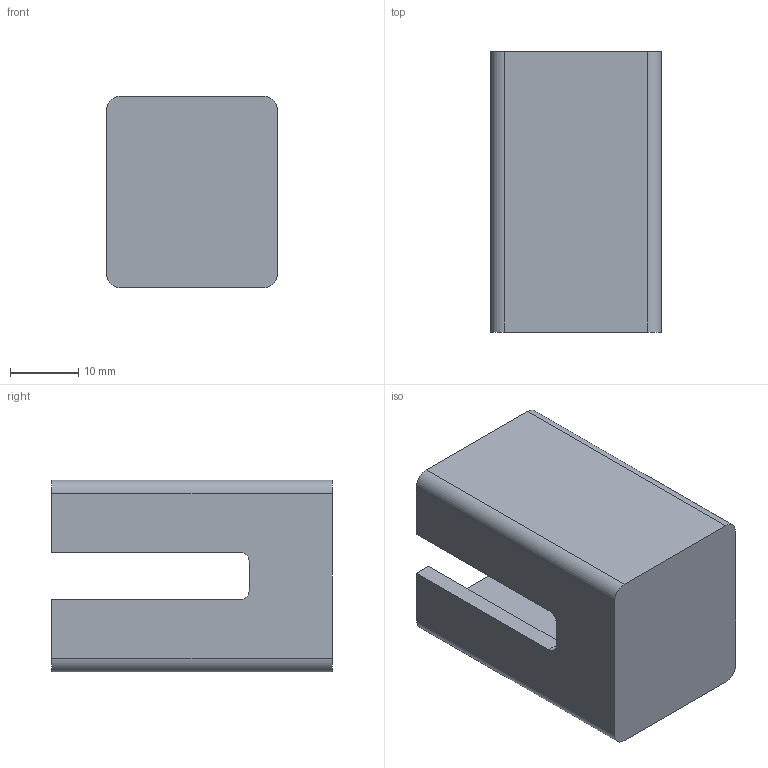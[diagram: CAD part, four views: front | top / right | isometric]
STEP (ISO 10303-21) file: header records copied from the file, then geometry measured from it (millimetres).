
FILE_DESCRIPTION(/* description */ (''),/* implementation_level */ '2;1');
FILE_NAME(/* name */ '68976b60-c1cb-41cf-aa12-de60898ba328.stp',/* time_stamp */ '2025-08-11T20:13:17Z',/* author */ (''),/* organization */ (''),/* preprocessor_version */ 'ST-DEVELOPER v20.1',/* originating_system */ 'Autodesk Translation Framework v14.10.0.0',/* authorisation */ '');
FILE_SCHEMA (('AUTOMOTIVE_DESIGN { 1 0 10303 214 3 1 1 }'));
Length unit declared in the file: millimetre
Products named in the file (2): mount for motor; Component1
Assembly tree (1 placements, depth 2):
  mount for motor
    Component1
Bounding box: 25 x 41 x 28 mm (x, y, z)
Volume: 14275.3 mm3; surface area: 7504.1 mm2
Topology: 1 solids, 1 shells, 32 faces, 86 edges, 56 vertices
Faces by surface type: plane 20, cylinder 12
Entity records: 1093 total; most frequent: CARTESIAN_POINT 227, ORIENTED_EDGE 172, DIRECTION 172, EDGE_CURVE 86, LINE 62, VECTOR 62, VERTEX_POINT 56, AXIS2_PLACEMENT_3D 55
